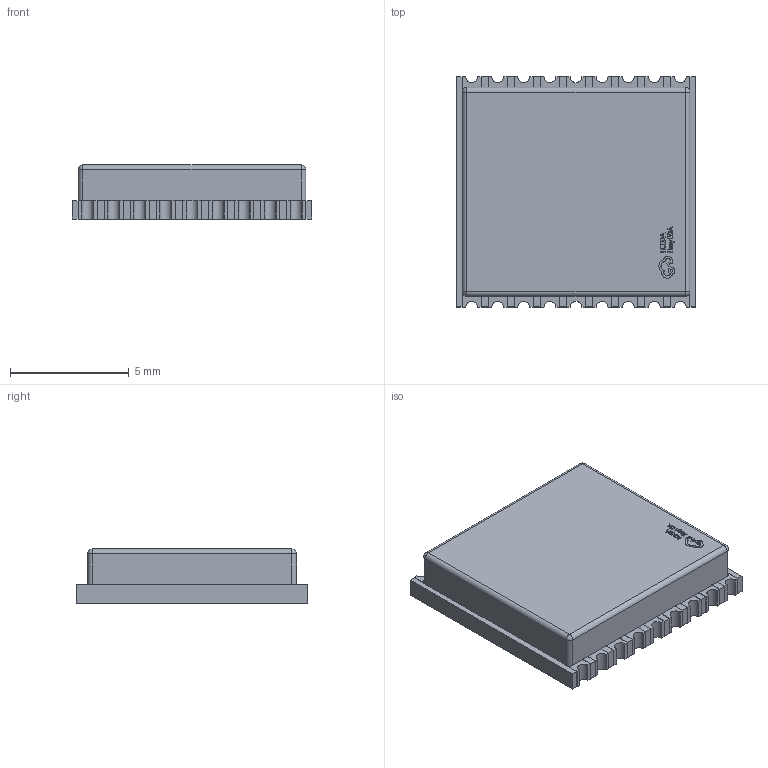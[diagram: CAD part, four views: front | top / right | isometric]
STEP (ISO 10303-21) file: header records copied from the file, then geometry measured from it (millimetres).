
FILE_DESCRIPTION(/* description */ (''),/* implementation_level */ '2;1');
FILE_NAME(/* name */ 'ATGM336H-5N31.step',/* time_stamp */ '2023-06-27T22:07:50+08:00',/* author */ (''),/* organization */ (''),/* preprocessor_version */ 'ST-DEVELOPER v19.2',/* originating_system */ 'Autodesk Translation Framework v12.6.0.85',/* authorisation */ '');
FILE_SCHEMA (('AUTOMOTIVE_DESIGN { 1 0 10303 214 3 1 1 }'));
Length unit declared in the file: millimetre
Products named in the file (5): (未保存); COMPOUND; U1; GPSM-SMD_ATGM336H-TR; COMPOUND (1)
Assembly tree (4 placements, depth 4):
  (未保存)
    COMPOUND
    U1
      GPSM-SMD_ATGM336H-TR
        COMPOUND (1)
Bounding box: 10.1 x 9.72 x 2.3 mm (x, y, z)
Volume: 202 mm3; surface area: 450.6 mm2
Topology: 2 solids, 2 shells, 487 faces, 1363 edges, 902 vertices
Faces by surface type: plane 345, bspline 112, cylinder 26, sphere 4
Entity records: 17289 total; most frequent: CARTESIAN_POINT 4591, ORIENTED_EDGE 2718, DIRECTION 2127, EDGE_CURVE 1359, LINE 1083, VECTOR 1083, VERTEX_POINT 902, AXIS2_PLACEMENT_3D 522
